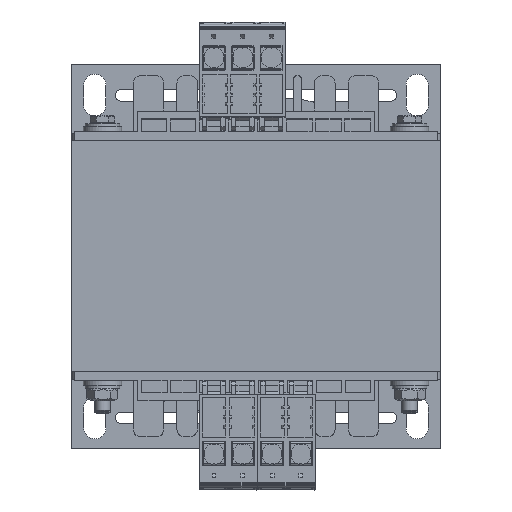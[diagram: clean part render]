
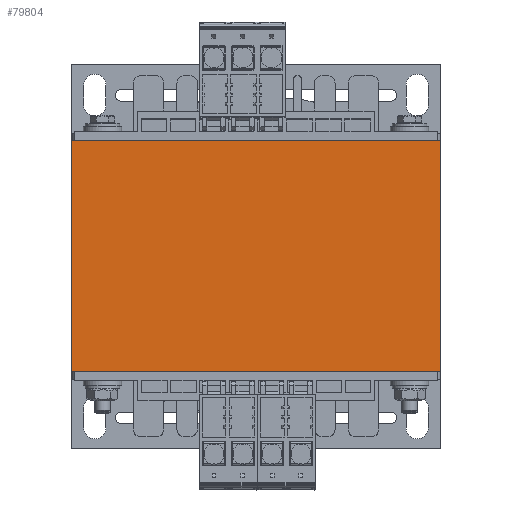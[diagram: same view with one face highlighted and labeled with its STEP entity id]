
A CAD part, top view. The second image highlights one B-rep face of the part: STEP entity #79804.
In plain terms, the highlighted planar face has unit normal (0, 0, 1).
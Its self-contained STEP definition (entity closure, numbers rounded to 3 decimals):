
#2762=FACE_OUTER_BOUND('',#6841,.T.);
#6841=EDGE_LOOP('',(#49718,#49719,#49720,#49721));
#11077=LINE('',#110250,#20933);
#11109=LINE('',#110330,#20965);
#11110=LINE('',#110332,#20966);
#11111=LINE('',#110333,#20967);
#20933=VECTOR('',#89589,1.);
#20965=VECTOR('',#89663,1.);
#20966=VECTOR('',#89664,1.);
#20967=VECTOR('',#89665,1.);
#30789=VERTEX_POINT('',#110248);
#30790=VERTEX_POINT('',#110249);
#30817=VERTEX_POINT('',#110329);
#30818=VERTEX_POINT('',#110331);
#38227=EDGE_CURVE('',#30789,#30790,#11077,.T.);
#38267=EDGE_CURVE('',#30817,#30790,#11109,.T.);
#38268=EDGE_CURVE('',#30817,#30818,#11110,.T.);
#38269=EDGE_CURVE('',#30818,#30789,#11111,.T.);
#49718=ORIENTED_EDGE('',*,*,#38267,.F.);
#49719=ORIENTED_EDGE('',*,*,#38268,.T.);
#49720=ORIENTED_EDGE('',*,*,#38269,.T.);
#49721=ORIENTED_EDGE('',*,*,#38227,.T.);
#72517=PLANE('',#84203);
#79804=ADVANCED_FACE('',(#2762),#72517,.T.);
#84203=AXIS2_PLACEMENT_3D('',#110328,#89661,#89662);
#89589=DIRECTION('',(1.,0.,0.));
#89661=DIRECTION('center_axis',(0.,0.,1.));
#89662=DIRECTION('ref_axis',(0.,-1.,0.));
#89663=DIRECTION('',(0.,-1.,0.));
#89664=DIRECTION('',(-1.,0.,0.));
#89665=DIRECTION('',(0.,-1.,0.));
#110248=CARTESIAN_POINT('',(136.406,-83.199,57.5));
#110249=CARTESIAN_POINT('',(232.406,-83.199,57.5));
#110250=CARTESIAN_POINT('',(232.406,-83.199,57.5));
#110328=CARTESIAN_POINT('Origin',(136.406,-23.199,57.5));
#110329=CARTESIAN_POINT('',(232.406,-23.199,57.5));
#110330=CARTESIAN_POINT('',(232.406,-23.199,57.5));
#110331=CARTESIAN_POINT('',(136.406,-23.199,57.5));
#110332=CARTESIAN_POINT('',(232.406,-23.199,57.5));
#110333=CARTESIAN_POINT('',(136.406,-23.199,57.5));
